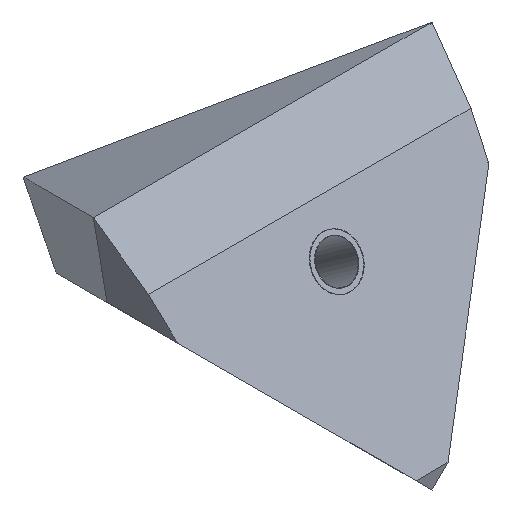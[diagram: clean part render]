
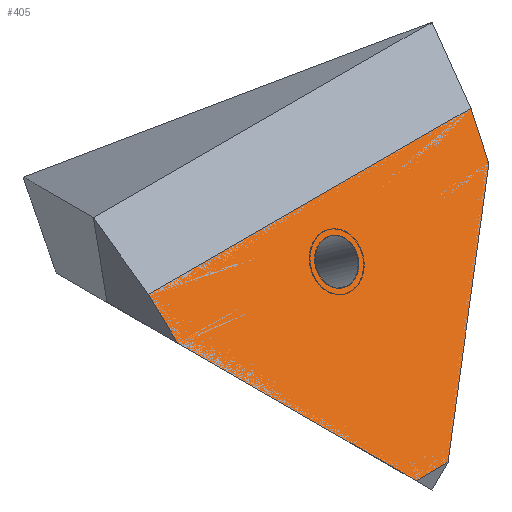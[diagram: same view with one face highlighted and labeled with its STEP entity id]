
A CAD part, isometric view. The second image highlights one B-rep face of the part: STEP entity #405.
In plain terms, the highlighted planar face has unit normal (0, -0.816, 0.578).
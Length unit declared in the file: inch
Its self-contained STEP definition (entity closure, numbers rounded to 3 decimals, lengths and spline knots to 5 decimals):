
#33 = EDGE_LOOP ( 'NONE', ( #735, #102 ) ) ;
#34 = CARTESIAN_POINT ( 'NONE',  ( 0.9, -0.25, -0.25 ) ) ;
#38 = CARTESIAN_POINT ( 'NONE',  ( 0., -0.96, -1.25355 ) ) ;
#40 = EDGE_LOOP ( 'NONE', ( #840, #825, #631, #368, #963, #115 ) ) ;
#51 = DIRECTION ( 'NONE',  ( 0., -0.816, 0.578 ) ) ;
#60 = VERTEX_POINT ( 'NONE', #1090 ) ;
#64 = CARTESIAN_POINT ( 'NONE',  ( 0., -0.96, -1.25355 ) ) ;
#85 = CARTESIAN_POINT ( 'NONE',  ( 0.9, -0.25, -0.25 ) ) ;
#88 = EDGE_CURVE ( 'NONE', #143, #60, #1018, .T. ) ;
#102 = ORIENTED_EDGE ( 'NONE', *, *, #88, .F. ) ;
#115 = ORIENTED_EDGE ( 'NONE', *, *, #502, .F. ) ;
#126 = VERTEX_POINT ( 'NONE', #951 ) ;
#132 = LINE ( 'NONE', #38, #150 ) ;
#140 = CARTESIAN_POINT ( 'NONE',  ( 0.857, -0.25, -0.25 ) ) ;
#142 = CARTESIAN_POINT ( 'NONE',  ( -0.08481, -0.9, -1.16875 ) ) ;
#143 = VERTEX_POINT ( 'NONE', #202 ) ;
#150 = VECTOR ( 'NONE', #374, 39.37008 ) ;
#155 = CARTESIAN_POINT ( 'NONE',  ( 0., -0.39527, -0.45533 ) ) ;
#202 = CARTESIAN_POINT ( 'NONE',  ( 0., -0.33722, -0.37329 ) ) ;
#244 = VERTEX_POINT ( 'NONE', #142 ) ;
#269 = CIRCLE ( 'NONE', #505, 0.1005 ) ;
#309 = DIRECTION ( 'NONE',  ( 0., -0.578, -0.816 ) ) ;
#320 = LINE ( 'NONE', #546, #749 ) ;
#344 = DIRECTION ( 'NONE',  ( 0., 0.816, -0.578 ) ) ;
#355 = CARTESIAN_POINT ( 'NONE',  ( -0.857, -0.25, -0.25 ) ) ;
#356 = VECTOR ( 'NONE', #950, 39.37008 ) ;
#368 = ORIENTED_EDGE ( 'NONE', *, *, #544, .T. ) ;
#374 = DIRECTION ( 'NONE',  ( 0.632, 0.447, 0.632 ) ) ;
#393 = CARTESIAN_POINT ( 'NONE',  ( 0., -0.39527, -0.45533 ) ) ;
#405 = ADVANCED_FACE ( 'NONE', ( #434, #511 ), #429, .F. ) ;
#416 = VERTEX_POINT ( 'NONE', #767 ) ;
#429 = PLANE ( 'NONE',  #710 ) ;
#434 = FACE_OUTER_BOUND ( 'NONE', #40, .T. ) ;
#439 = VERTEX_POINT ( 'NONE', #753 ) ;
#442 = VECTOR ( 'NONE', #778, 39.37008 ) ;
#453 = LINE ( 'NONE', #788, #442 ) ;
#502 = EDGE_CURVE ( 'NONE', #439, #244, #875, .T. ) ;
#505 = AXIS2_PLACEMENT_3D ( 'NONE', #155, #888, #309 ) ;
#511 = FACE_BOUND ( 'NONE', #33, .T. ) ;
#512 = VERTEX_POINT ( 'NONE', #355 ) ;
#542 = DIRECTION ( 'NONE',  ( -1., 0., 0. ) ) ;
#544 = EDGE_CURVE ( 'NONE', #512, #416, #453, .T. ) ;
#546 = CARTESIAN_POINT ( 'NONE',  ( 0.82947, -0.36324, -0.41006 ) ) ;
#557 = EDGE_CURVE ( 'NONE', #648, #512, #947, .T. ) ;
#631 = ORIENTED_EDGE ( 'NONE', *, *, #557, .T. ) ;
#634 = CARTESIAN_POINT ( 'NONE',  ( 0.9, -0.9, -1.16875 ) ) ;
#648 = VERTEX_POINT ( 'NONE', #140 ) ;
#656 = DIRECTION ( 'NONE',  ( 0., -0.578, -0.816 ) ) ;
#675 = EDGE_CURVE ( 'NONE', #416, #244, #973, .T. ) ;
#710 = AXIS2_PLACEMENT_3D ( 'NONE', #85, #344, #838 ) ;
#735 = ORIENTED_EDGE ( 'NONE', *, *, #755, .F. ) ;
#749 = VECTOR ( 'NONE', #879, 39.37008 ) ;
#753 = CARTESIAN_POINT ( 'NONE',  ( 0.08481, -0.9, -1.16875 ) ) ;
#755 = EDGE_CURVE ( 'NONE', #60, #143, #269, .T. ) ;
#767 = CARTESIAN_POINT ( 'NONE',  ( -0.82655, -0.37523, -0.427 ) ) ;
#778 = DIRECTION ( 'NONE',  ( 0.139, -0.572, -0.808 ) ) ;
#788 = CARTESIAN_POINT ( 'NONE',  ( -0.82947, -0.36324, -0.41006 ) ) ;
#825 = ORIENTED_EDGE ( 'NONE', *, *, #1058, .T. ) ;
#838 = DIRECTION ( 'NONE',  ( -1., 0., 0. ) ) ;
#840 = ORIENTED_EDGE ( 'NONE', *, *, #1006, .T. ) ;
#875 = LINE ( 'NONE', #634, #356 ) ;
#879 = DIRECTION ( 'NONE',  ( 0.139, 0.572, 0.808 ) ) ;
#880 = AXIS2_PLACEMENT_3D ( 'NONE', #393, #51, #656 ) ;
#888 = DIRECTION ( 'NONE',  ( 0., -0.816, 0.578 ) ) ;
#940 = VECTOR ( 'NONE', #1064, 39.37008 ) ;
#947 = LINE ( 'NONE', #34, #1072 ) ;
#950 = DIRECTION ( 'NONE',  ( -1., 0., 0. ) ) ;
#951 = CARTESIAN_POINT ( 'NONE',  ( 0.82655, -0.37523, -0.427 ) ) ;
#963 = ORIENTED_EDGE ( 'NONE', *, *, #675, .T. ) ;
#973 = LINE ( 'NONE', #64, #940 ) ;
#1006 = EDGE_CURVE ( 'NONE', #439, #126, #132, .T. ) ;
#1018 = CIRCLE ( 'NONE', #880, 0.1005 ) ;
#1058 = EDGE_CURVE ( 'NONE', #126, #648, #320, .T. ) ;
#1064 = DIRECTION ( 'NONE',  ( 0.632, -0.447, -0.632 ) ) ;
#1072 = VECTOR ( 'NONE', #542, 39.37008 ) ;
#1090 = CARTESIAN_POINT ( 'NONE',  ( 0., -0.45331, -0.53737 ) ) ;
